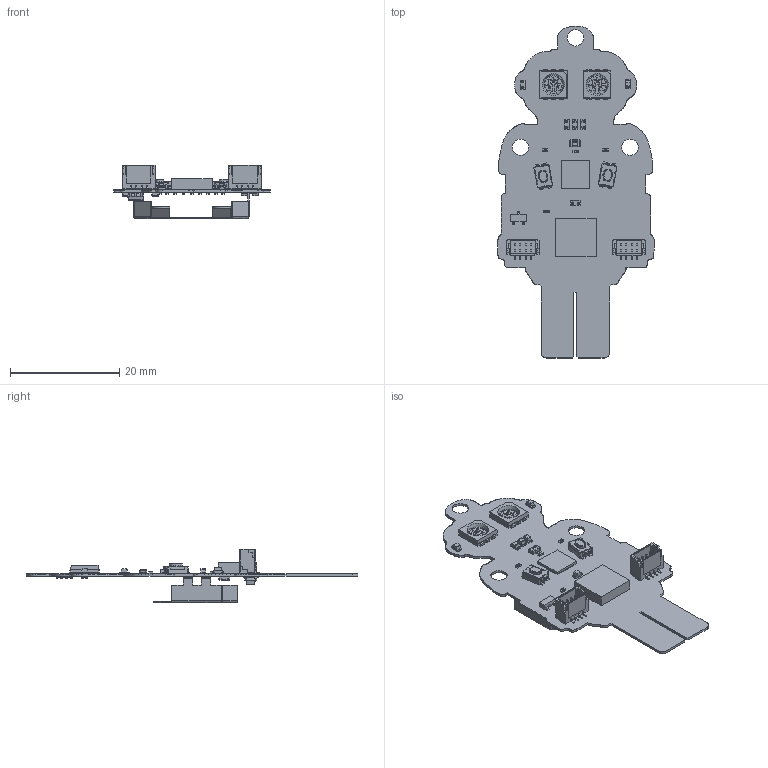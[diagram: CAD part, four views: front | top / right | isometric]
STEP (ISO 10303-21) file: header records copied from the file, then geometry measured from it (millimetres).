
FILE_DESCRIPTION(('Open CASCADE Model'),'2;1');
FILE_NAME('Open CASCADE Shape Model','2025-05-16T07:43:53',('Author'),( 'Open CASCADE'),'Open CASCADE STEP processor 7.5','Open CASCADE 7.5' ,'Unknown');
FILE_SCHEMA(('AUTOMOTIVE_DESIGN { 1 0 10303 214 1 1 1 1 }'));
Length unit declared in the file: millimetre
Products named in the file (90): PCB; Board; Open CASCADE STEP translator 7.5 1.1.1; R1; User Library-R SMD 0402; User Library-R SMD 0402_0402 BODY; User Library-R SMD 0402_0402 PAD; User Library-R SMD 0402_0402 OPIS; T1; SOT-23; STAT; 0603 LED Green; Solid1; Solid4; BT1; Batt_Memory_Protection_Devices_BK-912_eec; BK-912; R6; R5; D7; 0603 LED Red; Pad; Pad005; Pad001; Pad004; Pad003; Lens; D6; D5; D4; User Library-LTST-C190TBKT; User Library-LTST-C190TBKT_Pad; User Library-LTST-C190TBKT_Pad005; User Library-LTST-C190TBKT_Pad001; User Library-LTST-C190TBKT_Pad004; User Library-LTST-C190TBKT_Pad003; User Library-LTST-C190TBKT_Lens; D3; R9; R8 ...
Assembly tree (115 placements, depth 4):
  PCB
    Board
      Open CASCADE STEP translator 7.5 1.1.1
    R1
      User Library-R SMD 0402
        User Library-R SMD 0402_0402 BODY
        User Library-R SMD 0402_0402 PAD  x2
        User Library-R SMD 0402_0402 OPIS
    T1
      SOT-23
    STAT
      0603 LED Green
        Solid1
        Solid4
        Solid1
        Solid1
        Solid4
        Solid1
        Solid1
        Solid1
    BT1
      Batt_Memory_Protection_Devices_BK-912_eec
        BK-912
    R6
      User Library-R SMD 0402
        User Library-R SMD 0402_0402 BODY
        User Library-R SMD 0402_0402 PAD  x2
        User Library-R SMD 0402_0402 OPIS
    R5
      User Library-R SMD 0402
        User Library-R SMD 0402_0402 BODY
        User Library-R SMD 0402_0402 PAD  x2
        User Library-R SMD 0402_0402 OPIS
    D7
      0603 LED Red
        Pad
        Pad005
        Pad001
        Pad004
        Pad003
        Lens
    D6
      0603 LED Red
        Pad
        Pad005
        Pad001
        Pad004
        Pad003
        Lens
    D5
      0603 LED Red
        Pad
        Pad005
        Pad001
        Pad004
        Pad003
        Lens
    D4
      User Library-LTST-C190TBKT
        User Library-LTST-C190TBKT_Pad
Bounding box: 28.63 x 60.66 x 9.69 mm (x, y, z)
Volume: 904.8 mm3; surface area: 4503.6 mm2
Topology: 237 solids, 237 shells, 5308 faces, 15127 edges, 11840 vertices
Faces by surface type: plane 3418, cylinder 1060, bspline 768, sphere 30, torus 22, revolution 8, cone 2
Full cylindrical faces by diameter (mm): 0.4 x1, 1.3 x2, 3 x3
Entity records: 121163 total; most frequent: CARTESIAN_POINT 29095, DIRECTION 16267, ORIENTED_EDGE 16068, EDGE_CURVE 8034, LINE 7183, VECTOR 7183, VERTEX_POINT 5262, AXIS2_PLACEMENT_3D 4538
